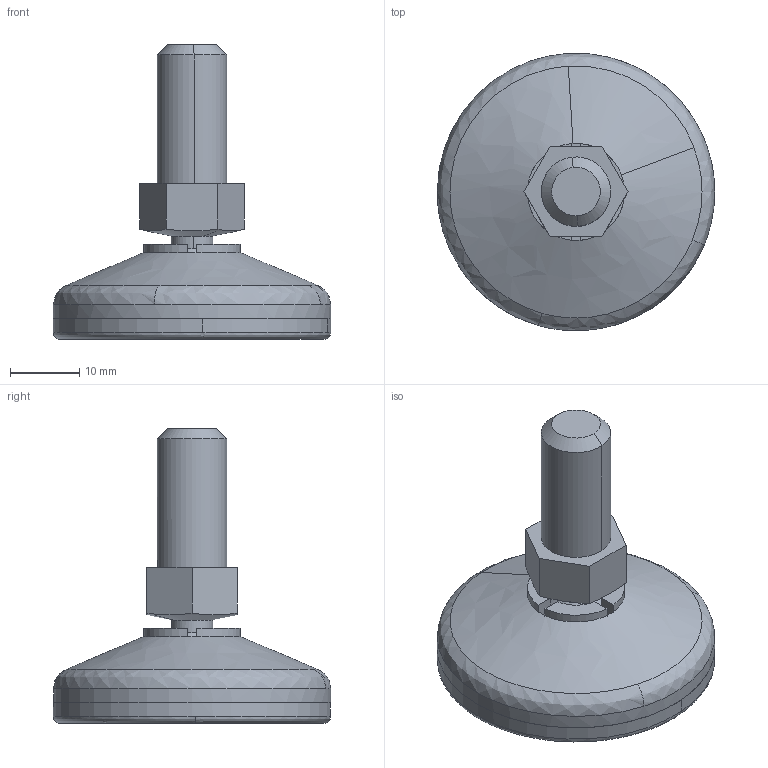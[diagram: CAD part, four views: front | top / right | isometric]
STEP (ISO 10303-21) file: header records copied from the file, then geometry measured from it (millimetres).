
FILE_DESCRIPTION((''),'2;1');
FILE_NAME('','2005-12-15T09:43:08',(''),(''),'','CADfix','');
FILE_SCHEMA(('AUTOMOTIVE_DESIGN'));
Length unit declared in the file: millimetre
Products named in the file (4): foot; cover; bolt; TM_93_3_7010_36
Assembly tree (3 placements, depth 2):
  TM_93_3_7010_36
    foot
    cover
    bolt
Bounding box: 40 x 39.98 x 42.5 mm (x, y, z)
Volume: 14710.4 mm3; surface area: 8393.2 mm2
Topology: 3 solids, 3 shells, 88 faces, 287 edges, 207 vertices
Faces by surface type: bspline 88
Entity records: 3621 total; most frequent: CARTESIAN_POINT 2040, ORIENTED_EDGE 574, EDGE_CURVE 287, VERTEX_POINT 207, QUASI_UNIFORM_CURVE 92, EDGE_LOOP 92, FACE_OUTER_BOUND 88, ADVANCED_FACE 88
